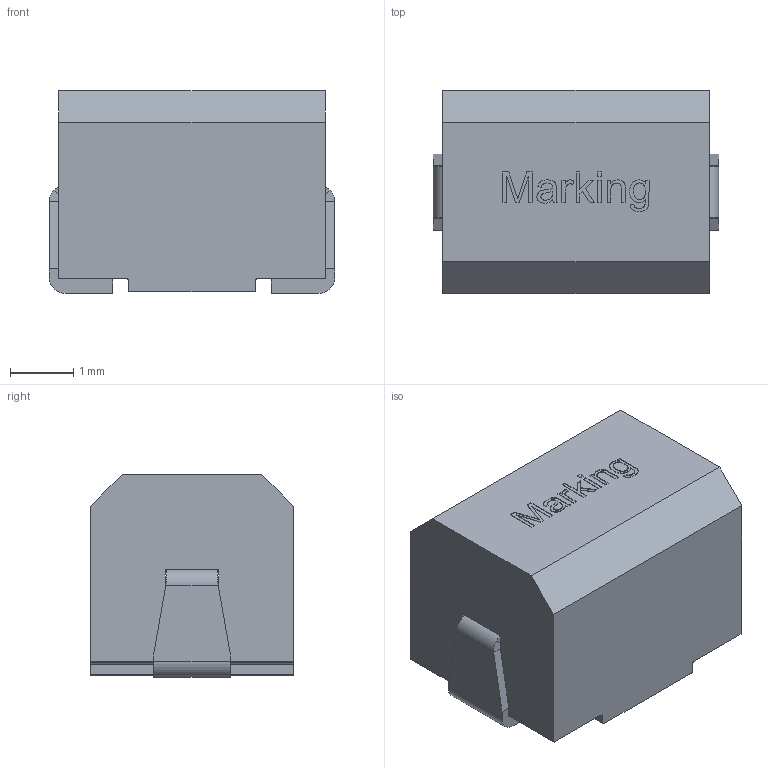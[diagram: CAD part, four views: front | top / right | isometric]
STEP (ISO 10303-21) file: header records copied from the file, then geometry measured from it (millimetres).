
FILE_DESCRIPTION(/* description */ ('Unknown'),/* implementation_level */ '2;1');
FILE_NAME(/* name */ 'L_Wurth_WE-GFH_4532',/* time_stamp */ '2022-03-07T18:02:04+08:00',/* author */ ('Unknown'),/* organization */ ('Unknown'),/* preprocessor_version */ 'ST-DEVELOPER v16.7',/* originating_system */ 'Solid Edge',/* authorisation */ 'Unknown');
FILE_SCHEMA (('AUTOMOTIVE_DESIGN {1 0 10303 214 3 1 1}'));
Length unit declared in the file: millimetre
Products named in the file (2): L_Wurth_WE-GFH_4532
Assembly tree (1 placements, depth 2):
  L_Wurth_WE-GFH_4532
    L_Wurth_WE-GFH_4532
Bounding box: 4.5 x 3.2 x 3.2 mm (x, y, z)
Volume: 41 mm3; surface area: 77.6 mm2
Topology: 1 solids, 1 shells, 127 faces, 343 edges, 226 vertices
Faces by surface type: plane 92, cylinder 18, bspline 17
Full cylindrical faces by diameter (mm): 1 x1
Entity records: 5411 total; most frequent: CARTESIAN_POINT 1380, ORIENTED_EDGE 682, DIRECTION 558, EDGE_CURVE 341, LINE 270, VECTOR 270, VERTEX_POINT 226, AXIS2_PLACEMENT_3D 144
